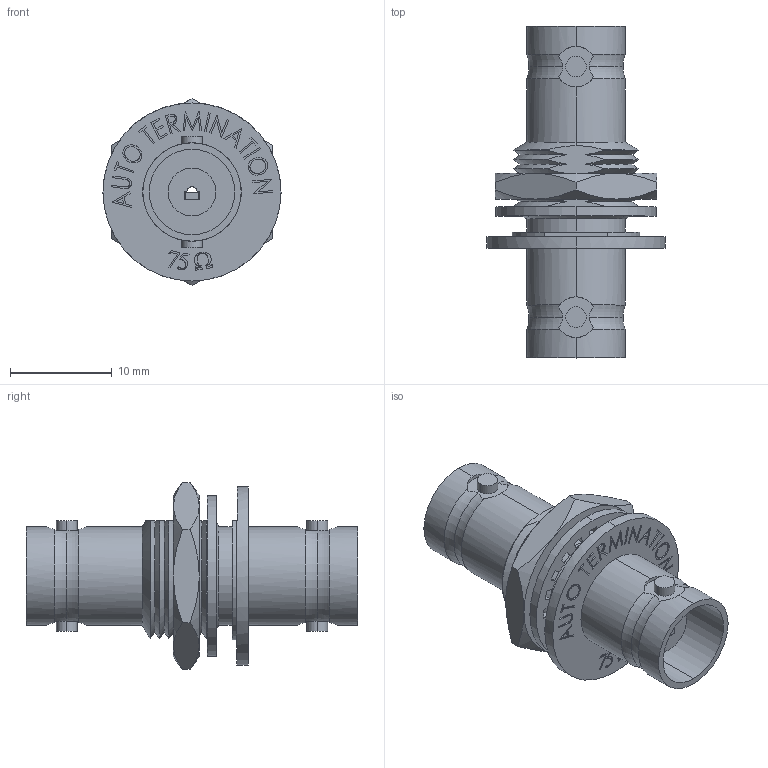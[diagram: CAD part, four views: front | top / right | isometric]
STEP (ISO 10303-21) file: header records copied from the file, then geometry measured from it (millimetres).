
FILE_DESCRIPTION (( 'STEP AP203' ), '1' );
FILE_NAME ('BA307-75.STEP', '2006-06-30T19:25:00', ( ' ' ), ( ' ' ), 'SwSTEP 2.0', 'SolidWorks 2005354', '' );
FILE_SCHEMA (( 'CONFIG_CONTROL_DESIGN' ));
Length unit declared in the file: inch
Products named in the file (4): BA307-75; 3AA02-008; 3AA03-005
Assembly tree (3 placements, depth 2):
  BA307-75
    BA307-75
    3AA02-008
    3AA03-005
Bounding box: 17.48 x 32.56 x 18.33 mm (x, y, z)
Volume: 2320.2 mm3; surface area: 3217 mm2
Topology: 3 solids, 3 shells, 436 faces, 1163 edges, 768 vertices
Faces by surface type: plane 256, cylinder 86, bspline 49, cone 37, torus 8
Entity records: 19118 total; most frequent: CARTESIAN_POINT 8148, ORIENTED_EDGE 2326, DIRECTION 1960, EDGE_CURVE 1163, VERTEX_POINT 768, VECTOR 744, LINE 744, AXIS2_PLACEMENT_3D 608
